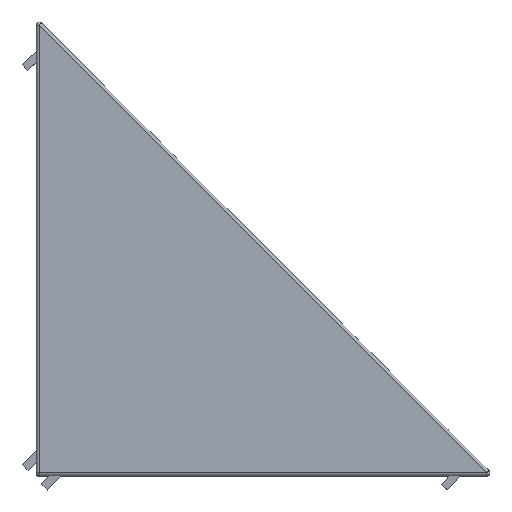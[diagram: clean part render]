
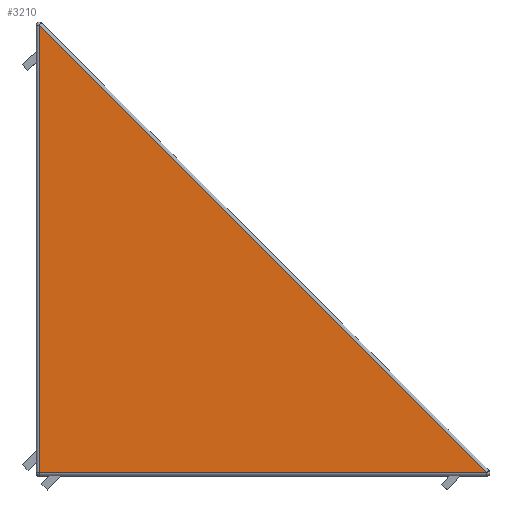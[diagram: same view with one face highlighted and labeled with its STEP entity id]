
A CAD part, top view. The second image highlights one B-rep face of the part: STEP entity #3210.
In plain terms, the highlighted planar face has unit normal (0, 0, 1).
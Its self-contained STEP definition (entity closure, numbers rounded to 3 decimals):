
#106=PLANE('',#3463);
#283=FACE_OUTER_BOUND('',#476,.T.);
#476=EDGE_LOOP('',(#2514,#2515,#2516));
#736=LINE('',#4932,#1136);
#737=LINE('',#4934,#1137);
#739=LINE('',#4937,#1139);
#1136=VECTOR('',#3912,10.);
#1137=VECTOR('',#3915,10.);
#1139=VECTOR('',#3919,10.);
#1559=VERTEX_POINT('',#4897);
#1566=VERTEX_POINT('',#4916);
#1567=VERTEX_POINT('',#4923);
#1911=EDGE_CURVE('',#1559,#1567,#736,.T.);
#1912=EDGE_CURVE('',#1567,#1566,#737,.T.);
#1914=EDGE_CURVE('',#1566,#1559,#739,.T.);
#2514=ORIENTED_EDGE('',*,*,#1911,.F.);
#2515=ORIENTED_EDGE('',*,*,#1914,.F.);
#2516=ORIENTED_EDGE('',*,*,#1912,.F.);
#3210=ADVANCED_FACE('',(#283),#106,.T.);
#3463=AXIS2_PLACEMENT_3D('',#5025,#3975,#3976);
#3912=DIRECTION('',(0.,1.,0.));
#3915=DIRECTION('',(0.707,-0.707,0.));
#3919=DIRECTION('',(-1.,0.,0.));
#3975=DIRECTION('center_axis',(0.,0.,1.));
#3976=DIRECTION('ref_axis',(1.,0.,0.));
#4897=CARTESIAN_POINT('',(0.5,0.5,19.));
#4916=CARTESIAN_POINT('',(74.793,0.5,19.));
#4923=CARTESIAN_POINT('',(0.5,74.793,19.));
#4932=CARTESIAN_POINT('',(0.5,13.435,19.));
#4934=CARTESIAN_POINT('',(18.646,56.646,19.));
#4937=CARTESIAN_POINT('',(51.435,0.5,19.));
#5025=CARTESIAN_POINT('Origin',(26.87,26.87,19.));
